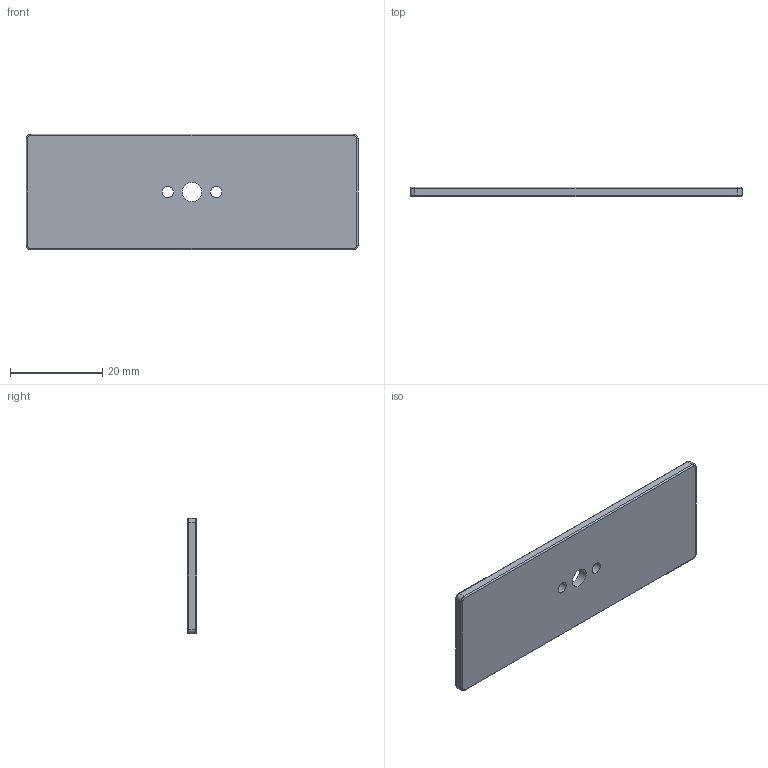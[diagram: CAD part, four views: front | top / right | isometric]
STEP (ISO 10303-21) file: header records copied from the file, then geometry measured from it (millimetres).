
FILE_DESCRIPTION(('Creo Elements/Direct Modeling STEP Export'),'2;1');
FILE_NAME('2511-72.stp','2020-11-16T 8:46:32',(''),(''),'Creo Elements/Direct Modeling STEP processor for AP214 (Solid Model)','Creo Elements/Direct Modeling 20.0 12-Nov-2016 (C) Parametric Technology GmbH','');
FILE_SCHEMA(('AUTOMOTIVE_DESIGN { 1 0 10303 214 1 1 1 1 }'));
Length unit declared in the file: millimetre
Products named in the file (2): FE-11226
Assembly tree (1 placements, depth 2):
  FE-11226
    FE-11226
Bounding box: 72 x 2 x 25 mm (x, y, z)
Volume: 3543.5 mm3; surface area: 3943.7 mm2
Topology: 1 solids, 1 shells, 32 faces, 74 edges, 44 vertices
Faces by surface type: cylinder 18, torus 8, plane 6
Entity records: 941 total; most frequent: DIRECTION 174, ORIENTED_EDGE 148, CARTESIAN_POINT 146, EDGE_CURVE 74, AXIS2_PLACEMENT_3D 72, VERTEX_POINT 44, CIRCLE 38, EDGE_LOOP 38
